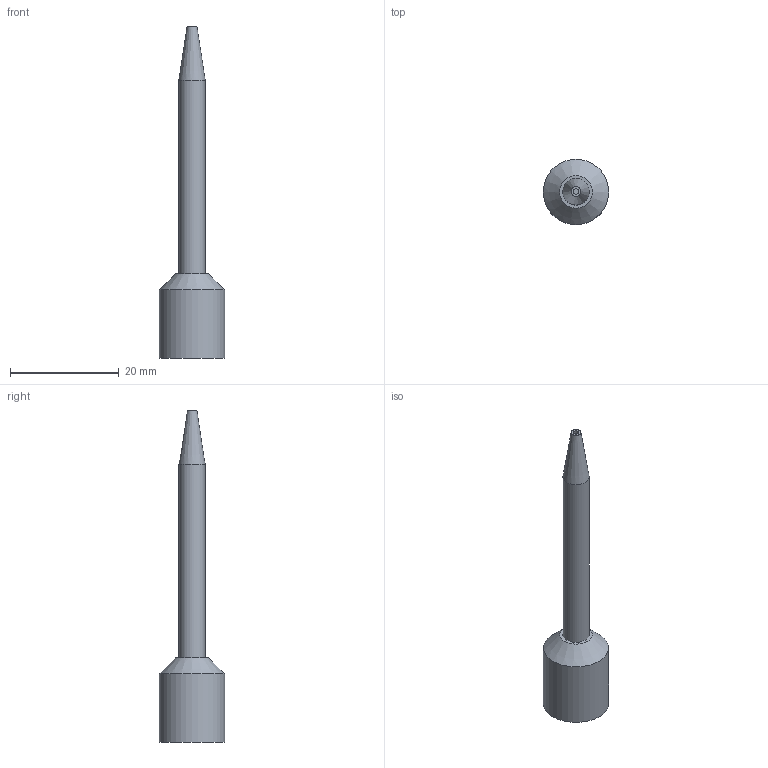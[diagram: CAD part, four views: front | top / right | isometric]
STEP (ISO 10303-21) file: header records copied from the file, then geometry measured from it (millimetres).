
FILE_DESCRIPTION( ( 'Unknown' ), '1' );
FILE_NAME( 'M-25D-312-K.stp', 'Unknown', ( 'Schwinghammer Vitus' ), ( 'Vieweg' ), 'PSStep 17.0.49', 'Solid Edge ST8', ' ' );
FILE_SCHEMA( ( 'AUTOMOTIVE_DESIGN { 1 0 10303 214 1 1 1 1 }' ) );
Length unit declared in the file: millimetre
Products named in the file (1): 1
Bounding box: 12 x 12 x 61 mm (x, y, z)
Surface area: 1853.6 mm2 (no closed solid volume)
Topology: 0 solids, 10 shells, 10 faces, 25 edges, 19 vertices
Faces by surface type: plane 4, cylinder 3, cone 3
Full cylindrical faces by diameter (mm): 3.65 x1, 4.85 x1, 12 x1
Entity records: 362 total; most frequent: DIRECTION 58, CARTESIAN_POINT 47, AXIS2_PLACEMENT_3D 29, FACE_BOUND 18, EDGE_LOOP 18, ORIENTED_EDGE 18, EDGE_CURVE 18, VERTEX_POINT 18
